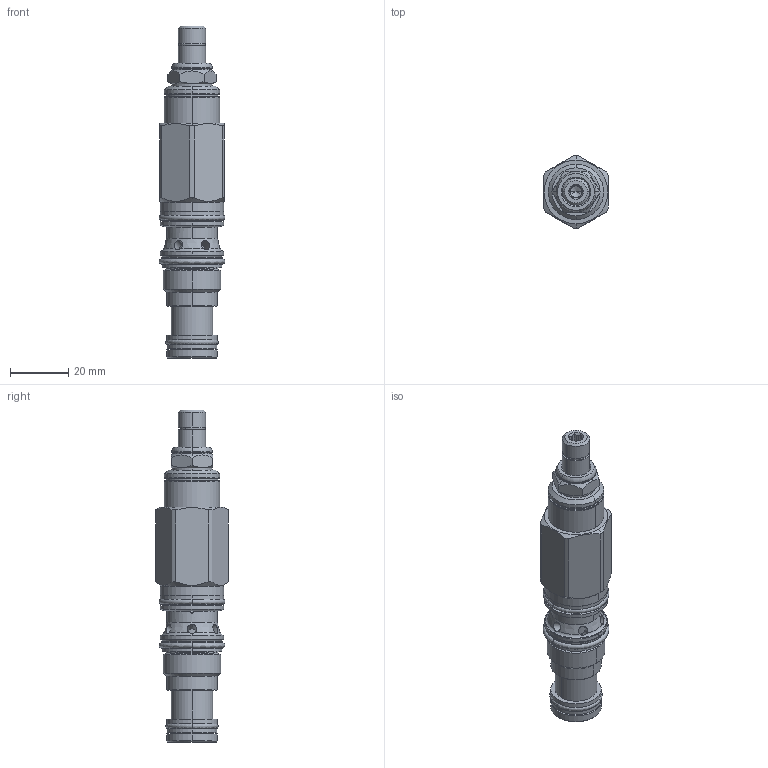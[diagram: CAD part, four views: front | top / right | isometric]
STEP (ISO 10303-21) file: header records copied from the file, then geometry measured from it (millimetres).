
FILE_DESCRIPTION((''),'2;1');
FILE_NAME('PRDC-LAN_PRT','2014-04-07T',('Administrator'),(''),'PRO/ENGINEER BY PARAMETRIC TECHNOLOGY CORPORATION, 2006240','PRO/ENGINEER BY PARAMETRIC TECHNOLOGY CORPORATION, 2006240','');
FILE_SCHEMA(('CONFIG_CONTROL_DESIGN'));
Length unit declared in the file: inch
Products named in the file (1): PRDC-LAN_PRT
Bounding box: 22.55 x 24.84 x 113.75 mm (x, y, z)
Volume: 30109 mm3; surface area: 11380.4 mm2
Topology: 5 solids, 5 shells, 329 faces, 745 edges, 454 vertices
Faces by surface type: cylinder 137, plane 73, torus 63, cone 44, revolution 12
Entity records: 12082 total; most frequent: CARTESIAN_POINT 4570, DIRECTION 1660, ORIENTED_EDGE 1482, EDGE_CURVE 741, AXIS2_PLACEMENT_3D 714, VERTEX_POINT 454, CIRCLE 397, EDGE_LOOP 381
